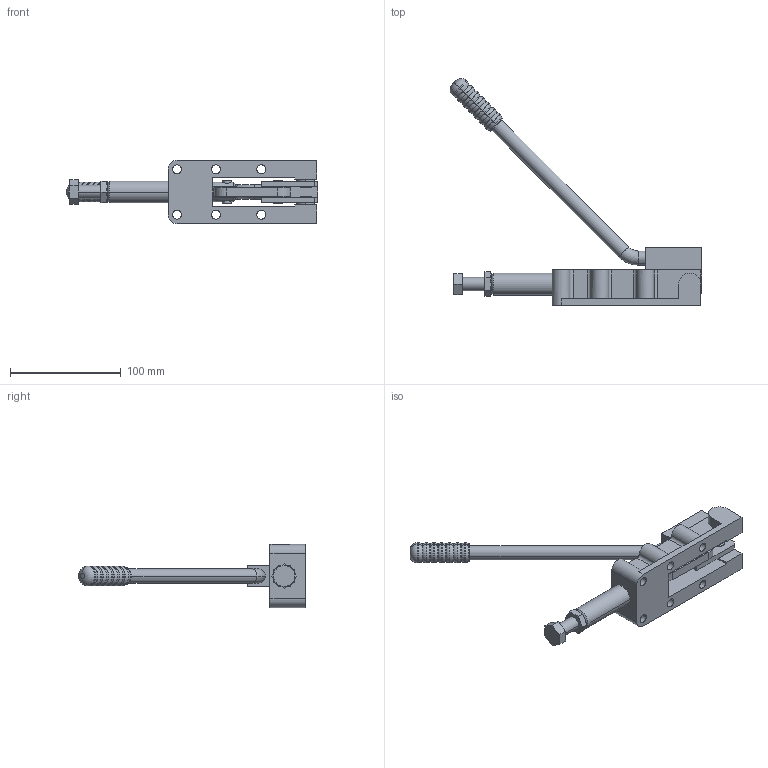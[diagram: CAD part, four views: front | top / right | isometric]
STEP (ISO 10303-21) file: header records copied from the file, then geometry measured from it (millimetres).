
FILE_DESCRIPTION( ( '' ), '1' );
FILE_NAME( 'p1200l_2_03.stp', '2006-11-29T10:44:17', ( '' ), ( '' ), ' ', ' ', ' ' );
FILE_SCHEMA( ( 'CONFIG_CONTROL_DESIGN' ) );
Length unit declared in the file: millimetre
Products named in the file (5): 1; 2; 3; 4; 5
Bounding box: 226.9 x 204.56 x 57 mm (x, y, z)
Volume: 221590.5 mm3; surface area: 73472.3 mm2
Topology: 5 solids, 6 shells, 257 faces, 655 edges, 423 vertices
Faces by surface type: cylinder 109, plane 80, cone 38, torus 30
Entity records: 8233 total; most frequent: CARTESIAN_POINT 1552, DIRECTION 1481, ORIENTED_EDGE 1306, EDGE_CURVE 653, AXIS2_PLACEMENT_3D 612, VERTEX_POINT 423, CIRCLE 350, EDGE_LOOP 298
